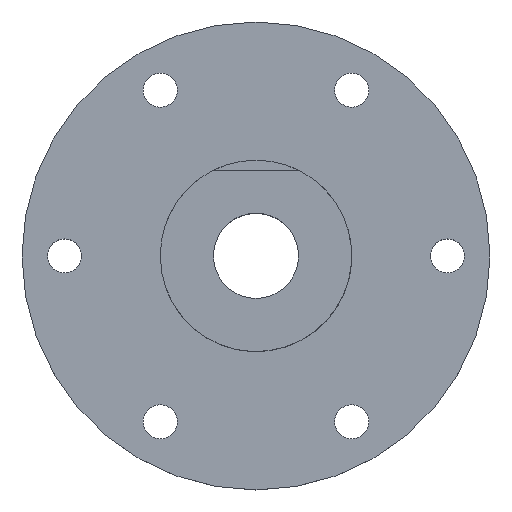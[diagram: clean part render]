
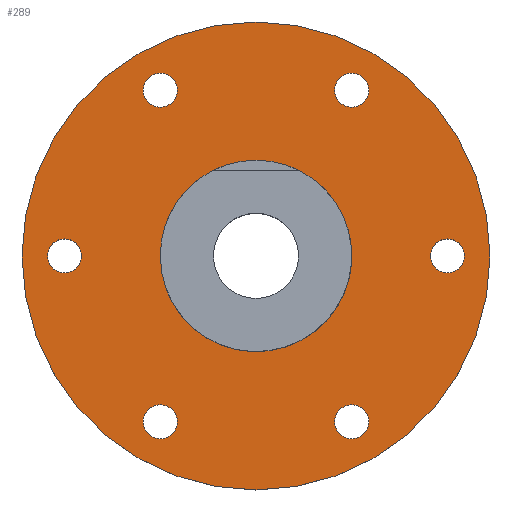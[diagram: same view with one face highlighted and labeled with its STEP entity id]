
A CAD part, top view. The second image highlights one B-rep face of the part: STEP entity #289.
In plain terms, the highlighted planar face has unit normal (0, 0, 1).
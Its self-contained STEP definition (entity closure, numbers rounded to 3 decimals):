
#18=FACE_BOUND('',#69,.T.);
#19=FACE_BOUND('',#70,.T.);
#20=FACE_BOUND('',#71,.T.);
#21=FACE_BOUND('',#72,.T.);
#22=FACE_BOUND('',#73,.T.);
#23=FACE_BOUND('',#74,.T.);
#24=FACE_BOUND('',#75,.T.);
#35=PLANE('',#339);
#50=FACE_OUTER_BOUND('',#68,.T.);
#68=EDGE_LOOP('',(#250));
#69=EDGE_LOOP('',(#251));
#70=EDGE_LOOP('',(#252));
#71=EDGE_LOOP('',(#253));
#72=EDGE_LOOP('',(#254));
#73=EDGE_LOOP('',(#255));
#74=EDGE_LOOP('',(#256));
#75=EDGE_LOOP('',(#257));
#116=CIRCLE('',#312,22.5);
#119=CIRCLE('',#317,4.);
#121=CIRCLE('',#320,4.);
#123=CIRCLE('',#323,4.);
#125=CIRCLE('',#326,4.);
#127=CIRCLE('',#329,4.);
#129=CIRCLE('',#332,4.);
#132=CIRCLE('',#337,55.);
#141=VERTEX_POINT('',#483);
#143=VERTEX_POINT('',#491);
#145=VERTEX_POINT('',#497);
#147=VERTEX_POINT('',#503);
#149=VERTEX_POINT('',#509);
#151=VERTEX_POINT('',#515);
#153=VERTEX_POINT('',#521);
#156=VERTEX_POINT('',#531);
#168=EDGE_CURVE('',#141,#141,#116,.T.);
#171=EDGE_CURVE('',#143,#143,#119,.T.);
#174=EDGE_CURVE('',#145,#145,#121,.T.);
#177=EDGE_CURVE('',#147,#147,#123,.T.);
#180=EDGE_CURVE('',#149,#149,#125,.T.);
#183=EDGE_CURVE('',#151,#151,#127,.T.);
#186=EDGE_CURVE('',#153,#153,#129,.T.);
#191=EDGE_CURVE('',#156,#156,#132,.T.);
#250=ORIENTED_EDGE('',*,*,#191,.T.);
#251=ORIENTED_EDGE('',*,*,#168,.T.);
#252=ORIENTED_EDGE('',*,*,#186,.T.);
#253=ORIENTED_EDGE('',*,*,#183,.T.);
#254=ORIENTED_EDGE('',*,*,#180,.T.);
#255=ORIENTED_EDGE('',*,*,#177,.T.);
#256=ORIENTED_EDGE('',*,*,#174,.T.);
#257=ORIENTED_EDGE('',*,*,#171,.T.);
#289=ADVANCED_FACE('',(#50,#18,#19,#20,#21,#22,#23,#24),#35,.T.);
#312=AXIS2_PLACEMENT_3D('',#485,#363,#364);
#317=AXIS2_PLACEMENT_3D('',#492,#373,#374);
#320=AXIS2_PLACEMENT_3D('',#498,#380,#381);
#323=AXIS2_PLACEMENT_3D('',#504,#387,#388);
#326=AXIS2_PLACEMENT_3D('',#510,#394,#395);
#329=AXIS2_PLACEMENT_3D('',#516,#401,#402);
#332=AXIS2_PLACEMENT_3D('',#522,#408,#409);
#337=AXIS2_PLACEMENT_3D('',#532,#420,#421);
#339=AXIS2_PLACEMENT_3D('',#536,#425,#426);
#363=DIRECTION('center_axis',(0.,0.,-1.));
#364=DIRECTION('ref_axis',(1.,0.,0.));
#373=DIRECTION('center_axis',(0.,0.,-1.));
#374=DIRECTION('ref_axis',(1.,0.,0.));
#380=DIRECTION('center_axis',(0.,0.,-1.));
#381=DIRECTION('ref_axis',(1.,0.,0.));
#387=DIRECTION('center_axis',(0.,0.,-1.));
#388=DIRECTION('ref_axis',(1.,0.,0.));
#394=DIRECTION('center_axis',(0.,0.,-1.));
#395=DIRECTION('ref_axis',(1.,0.,0.));
#401=DIRECTION('center_axis',(0.,0.,-1.));
#402=DIRECTION('ref_axis',(1.,0.,0.));
#408=DIRECTION('center_axis',(0.,0.,-1.));
#409=DIRECTION('ref_axis',(1.,0.,0.));
#420=DIRECTION('center_axis',(0.,0.,1.));
#421=DIRECTION('ref_axis',(1.,0.,0.));
#425=DIRECTION('center_axis',(0.,0.,1.));
#426=DIRECTION('ref_axis',(1.,0.,0.));
#483=CARTESIAN_POINT('',(-22.5,0.,6.));
#485=CARTESIAN_POINT('Origin',(0.,0.,6.));
#491=CARTESIAN_POINT('',(18.5,38.971,6.));
#492=CARTESIAN_POINT('Origin',(22.5,38.971,6.));
#497=CARTESIAN_POINT('',(-26.5,38.971,6.));
#498=CARTESIAN_POINT('Origin',(-22.5,38.971,6.));
#503=CARTESIAN_POINT('',(-49.,0.,6.));
#504=CARTESIAN_POINT('Origin',(-45.,0.,6.));
#509=CARTESIAN_POINT('',(-26.5,-38.971,6.));
#510=CARTESIAN_POINT('Origin',(-22.5,-38.971,6.));
#515=CARTESIAN_POINT('',(18.5,-38.971,6.));
#516=CARTESIAN_POINT('Origin',(22.5,-38.971,6.));
#521=CARTESIAN_POINT('',(41.,0.,6.));
#522=CARTESIAN_POINT('Origin',(45.,0.,6.));
#531=CARTESIAN_POINT('',(-55.,0.,6.));
#532=CARTESIAN_POINT('Origin',(0.,0.,6.));
#536=CARTESIAN_POINT('Origin',(0.,0.,6.));
